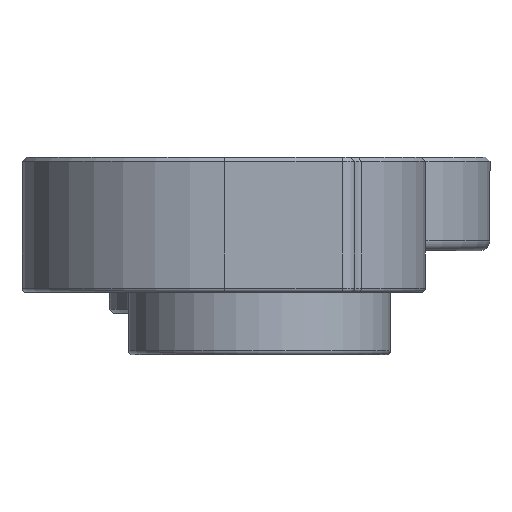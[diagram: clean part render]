
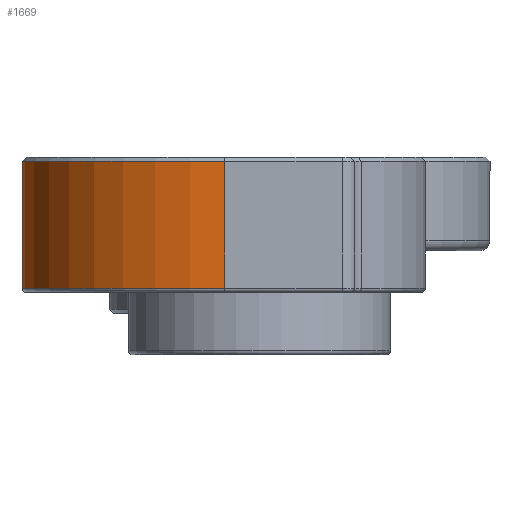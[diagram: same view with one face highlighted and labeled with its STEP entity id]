
A CAD part, left-side view. The second image highlights one B-rep face of the part: STEP entity #1669.
In plain terms, the highlighted cylindrical face has radius 19.5 mm (diameter 39 mm), a partial arc.
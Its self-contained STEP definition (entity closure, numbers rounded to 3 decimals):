
#133=CYLINDRICAL_SURFACE('',#1915,19.5);
#233=FACE_OUTER_BOUND('',#362,.T.);
#362=EDGE_LOOP('',(#1466,#1467,#1468,#1469));
#482=LINE('',#2972,#590);
#484=LINE('',#2976,#592);
#590=VECTOR('',#2439,10.);
#592=VECTOR('',#2443,10.);
#695=CIRCLE('',#1911,19.5);
#697=CIRCLE('',#1916,19.5);
#830=VERTEX_POINT('',#2935);
#836=VERTEX_POINT('',#2959);
#839=VERTEX_POINT('',#2971);
#840=VERTEX_POINT('',#2975);
#1047=EDGE_CURVE('',#830,#836,#695,.T.);
#1051=EDGE_CURVE('',#836,#839,#482,.T.);
#1053=EDGE_CURVE('',#830,#840,#484,.T.);
#1054=EDGE_CURVE('',#839,#840,#697,.T.);
#1466=ORIENTED_EDGE('',*,*,#1047,.F.);
#1467=ORIENTED_EDGE('',*,*,#1053,.T.);
#1468=ORIENTED_EDGE('',*,*,#1054,.F.);
#1469=ORIENTED_EDGE('',*,*,#1051,.F.);
#1669=ADVANCED_FACE('',(#233),#133,.T.);
#1911=AXIS2_PLACEMENT_3D('',#2963,#2429,#2430);
#1915=AXIS2_PLACEMENT_3D('',#2974,#2441,#2442);
#1916=AXIS2_PLACEMENT_3D('',#2977,#2444,#2445);
#2429=DIRECTION('center_axis',(0.,0.,
1.));
#2430=DIRECTION('ref_axis',(-1.,0.,0.));
#2439=DIRECTION('',(0.,0.,-1.));
#2441=DIRECTION('center_axis',(0.,0.,-1.));
#2442=DIRECTION('ref_axis',(-1.,0.,0.));
#2443=DIRECTION('',(0.,0.,-1.));
#2444=DIRECTION('center_axis',(0.,0.,
-1.));
#2445=DIRECTION('ref_axis',(-0.707,0.707,0.));
#2935=CARTESIAN_POINT('',(-13.5,35.,-582.4));
#2959=CARTESIAN_POINT('',(-33.,15.5,-582.4));
#2963=CARTESIAN_POINT('Origin',(-13.5,15.5,-582.4));
#2971=CARTESIAN_POINT('',(-33.,15.5,-594.6));
#2972=CARTESIAN_POINT('',(-33.,15.5,-582.));
#2974=CARTESIAN_POINT('Origin',(-13.5,15.5,-582.));
#2975=CARTESIAN_POINT('',(-13.5,35.,-594.6));
#2976=CARTESIAN_POINT('',(-13.5,35.,-582.));
#2977=CARTESIAN_POINT('Origin',(-13.5,15.5,-594.6));
